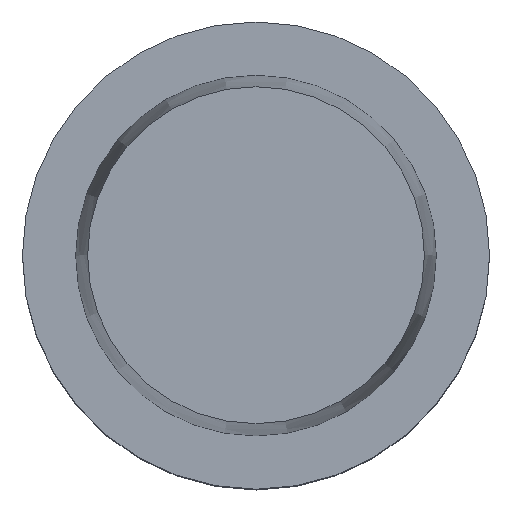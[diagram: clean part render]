
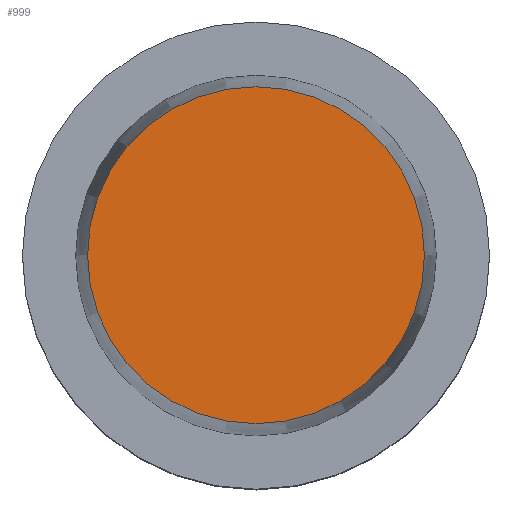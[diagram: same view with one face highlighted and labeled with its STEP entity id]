
A CAD part, top view. The second image highlights one B-rep face of the part: STEP entity #999.
In plain terms, the highlighted planar face has unit normal (0, 0, 1).
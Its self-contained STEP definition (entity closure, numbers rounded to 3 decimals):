
#757=FACE_OUTER_BOUND('',#1705,.T.);
#999=ADVANCED_FACE('CU_CO_N1_SU_3',(#757),#1210,.F.);
#1210=PLANE('',#3972);
#1705=EDGE_LOOP('',(#2339));
#2339=ORIENTED_EDGE('',*,*,#3323,.F.);
#2943=VERTEX_POINT('',#5884);
#3323=EDGE_CURVE('',#2943,#2943,#3629,.T.);
#3629=CIRCLE('',#3971,22.712);
#3971=AXIS2_PLACEMENT_3D('',#5883,#4754,#4755);
#3972=AXIS2_PLACEMENT_3D('',#5885,#4756,#4757);
#4754=DIRECTION('',(0.,0.,-1.));
#4755=DIRECTION('',(-1.,0.,0.));
#4756=DIRECTION('',(0.,0.,-1.));
#4757=DIRECTION('',(-1.,0.,0.));
#5883=CARTESIAN_POINT('',(0.,0.,32.));
#5884=CARTESIAN_POINT('',(-22.712,0.,32.));
#5885=CARTESIAN_POINT('',(0.,0.,32.));
